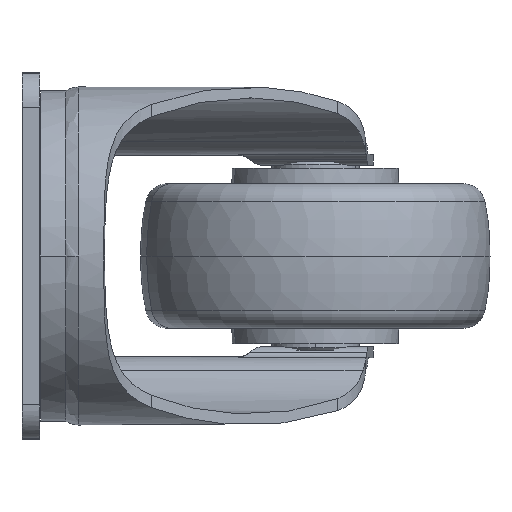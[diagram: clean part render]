
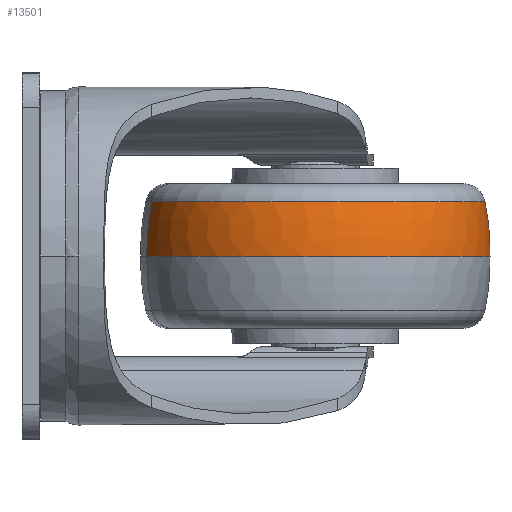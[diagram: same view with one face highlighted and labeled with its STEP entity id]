
A CAD part, left-side view. The second image highlights one B-rep face of the part: STEP entity #13501.
In plain terms, the highlighted toroidal (fillet/blend) face has major radius 34.996 mm and minor radius 75 mm.
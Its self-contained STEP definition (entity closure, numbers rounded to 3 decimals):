
#1218 = CIRCLE ( 'NONE', #8461, 75. ) ;
#1229 = VERTEX_POINT ( 'NONE', #16044 ) ;
#1634 = CARTESIAN_POINT ( 'NONE',  ( 42., -67., 12.371 ) ) ;
#1771 = EDGE_CURVE ( 'NONE', #6273, #1229, #17089, .T. ) ;
#2116 = EDGE_CURVE ( 'NONE', #2142, #6273, #1218, .T. ) ;
#2142 = VERTEX_POINT ( 'NONE', #8312 ) ;
#3099 = CARTESIAN_POINT ( 'NONE',  ( 42., -67., -0.757 ) ) ;
#4149 = DIRECTION ( 'NONE',  ( 0., 0., -1. ) ) ;
#4304 = DIRECTION ( 'NONE',  ( 0.963, 0.269, 0. ) ) ;
#4499 = EDGE_LOOP ( 'NONE', ( #5570, #18674, #21331, #21758 ) ) ;
#5067 = DIRECTION ( 'NONE',  ( -0.269, 0.963, 0. ) ) ;
#5570 = ORIENTED_EDGE ( 'NONE', *, *, #2116, .F. ) ;
#6273 = VERTEX_POINT ( 'NONE', #15022 ) ;
#8312 = CARTESIAN_POINT ( 'NONE',  ( 52.446, -104.415, 12.371 ) ) ;
#8461 = AXIS2_PLACEMENT_3D ( 'NONE', #12321, #4304, #18190 ) ;
#10536 = TOROIDAL_SURFACE ( 'NONE', #20281, -34.996, 75. ) ;
#10560 = EDGE_CURVE ( 'NONE', #2142, #16088, #23190, .T. ) ;
#10835 = FACE_OUTER_BOUND ( 'NONE', #4499, .T. ) ;
#11147 = CARTESIAN_POINT ( 'NONE',  ( 42., -67., 0. ) ) ;
#12321 = CARTESIAN_POINT ( 'NONE',  ( 32.589, -33.293, -0.757 ) ) ;
#12430 = DIRECTION ( 'NONE',  ( 0.269, -0.963, 0. ) ) ;
#13501 = ADVANCED_FACE ( 'NONE', ( #10835 ), #10536, .T. ) ;
#13946 = AXIS2_PLACEMENT_3D ( 'NONE', #11147, #19182, #21167 ) ;
#15022 = CARTESIAN_POINT ( 'NONE',  ( 52.757, -105.527, 0. ) ) ;
#15322 = CIRCLE ( 'NONE', #25490, 75. ) ;
#16044 = CARTESIAN_POINT ( 'NONE',  ( 31.243, -28.473, 0. ) ) ;
#16088 = VERTEX_POINT ( 'NONE', #20897 ) ;
#16119 = DIRECTION ( 'NONE',  ( -0.963, -0.269, 0. ) ) ;
#16979 = DIRECTION ( 'NONE',  ( 0., 0., -1. ) ) ;
#17089 = CIRCLE ( 'NONE', #13946, 40. ) ;
#18121 = CARTESIAN_POINT ( 'NONE',  ( 51.411, -100.707, -0.757 ) ) ;
#18190 = DIRECTION ( 'NONE',  ( -0.269, 0.963, 0. ) ) ;
#18674 = ORIENTED_EDGE ( 'NONE', *, *, #10560, .T. ) ;
#19182 = DIRECTION ( 'NONE',  ( 0., 0., -1. ) ) ;
#19963 = DIRECTION ( 'NONE',  ( -0.269, 0.963, 0. ) ) ;
#20281 = AXIS2_PLACEMENT_3D ( 'NONE', #3099, #16979, #5067 ) ;
#20897 = CARTESIAN_POINT ( 'NONE',  ( 31.554, -29.585, 12.371 ) ) ;
#21167 = DIRECTION ( 'NONE',  ( -0.269, 0.963, 0. ) ) ;
#21226 = EDGE_CURVE ( 'NONE', #16088, #1229, #15322, .T. ) ;
#21331 = ORIENTED_EDGE ( 'NONE', *, *, #21226, .T. ) ;
#21758 = ORIENTED_EDGE ( 'NONE', *, *, #1771, .F. ) ;
#23190 = CIRCLE ( 'NONE', #24107, 38.846 ) ;
#24107 = AXIS2_PLACEMENT_3D ( 'NONE', #1634, #4149, #19963 ) ;
#25490 = AXIS2_PLACEMENT_3D ( 'NONE', #18121, #16119, #12430 ) ;
